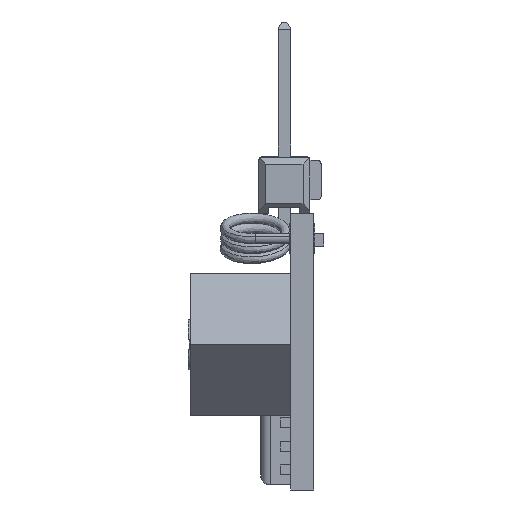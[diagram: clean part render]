
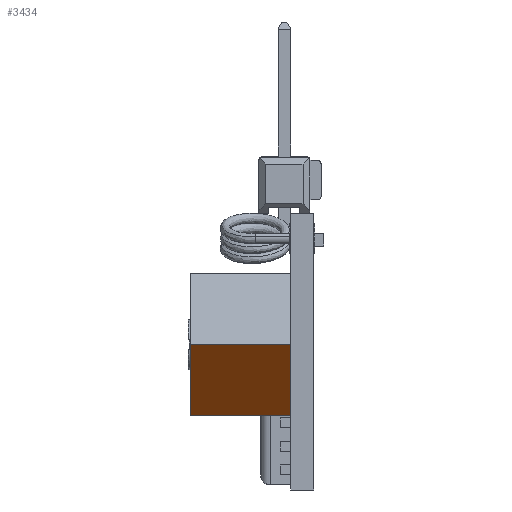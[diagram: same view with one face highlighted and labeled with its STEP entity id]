
A CAD part, left-side view. The second image highlights one B-rep face of the part: STEP entity #3434.
In plain terms, the highlighted planar face has unit normal (-0.707, 0, -0.707).
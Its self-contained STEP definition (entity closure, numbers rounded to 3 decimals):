
#7 = DIRECTION ( 'NONE',  ( -0.707, 0., 0.707 ) ) ;
#764 = FACE_OUTER_BOUND ( 'NONE', #7339, .T. ) ;
#1007 = VECTOR ( 'NONE', #2897, 1000. ) ;
#1227 = CARTESIAN_POINT ( 'NONE',  ( -9.205, 6.15, 5.972 ) ) ;
#1353 = ORIENTED_EDGE ( 'NONE', *, *, #4883, .F. ) ;
#1595 = LINE ( 'NONE', #6243, #9591 ) ;
#2172 = CARTESIAN_POINT ( 'NONE',  ( -9.205, 6.15, 5.972 ) ) ;
#2298 = DIRECTION ( 'NONE',  ( 0.707, 0., 0.707 ) ) ;
#2616 = VERTEX_POINT ( 'NONE', #8341 ) ;
#2644 = CARTESIAN_POINT ( 'NONE',  ( -5.669, 1.15, 2.437 ) ) ;
#2897 = DIRECTION ( 'NONE',  ( 0., -1., 0. ) ) ;
#3062 = ORIENTED_EDGE ( 'NONE', *, *, #9636, .T. ) ;
#3101 = LINE ( 'NONE', #1227, #1007 ) ;
#3111 = EDGE_CURVE ( 'NONE', #9489, #2616, #3101, .T. ) ;
#3434 = ADVANCED_FACE ( 'NONE', ( #764 ), #3945, .F. ) ;
#3945 = PLANE ( 'NONE',  #4398 ) ;
#4292 = CARTESIAN_POINT ( 'NONE',  ( -5.669, 6.15, 2.437 ) ) ;
#4398 = AXIS2_PLACEMENT_3D ( 'NONE', #7049, #2298, #8583 ) ;
#4808 = VERTEX_POINT ( 'NONE', #2644 ) ;
#4883 = EDGE_CURVE ( 'NONE', #7631, #9489, #8209, .T. ) ;
#5186 = DIRECTION ( 'NONE',  ( 0., -1., 0. ) ) ;
#5346 = DIRECTION ( 'NONE',  ( -0.707, 0., 0.707 ) ) ;
#6243 = CARTESIAN_POINT ( 'NONE',  ( -5.669, 1.15, 2.437 ) ) ;
#6269 = VECTOR ( 'NONE', #5186, 1000. ) ;
#7001 = ORIENTED_EDGE ( 'NONE', *, *, #3111, .F. ) ;
#7049 = CARTESIAN_POINT ( 'NONE',  ( -5.669, 6.15, 2.437 ) ) ;
#7327 = CARTESIAN_POINT ( 'NONE',  ( -5.669, 6.15, 2.437 ) ) ;
#7339 = EDGE_LOOP ( 'NONE', ( #3062, #7001, #1353, #7872 ) ) ;
#7631 = VERTEX_POINT ( 'NONE', #7327 ) ;
#7872 = ORIENTED_EDGE ( 'NONE', *, *, #9434, .T. ) ;
#8209 = LINE ( 'NONE', #9854, #8928 ) ;
#8341 = CARTESIAN_POINT ( 'NONE',  ( -9.205, 1.15, 5.972 ) ) ;
#8583 = DIRECTION ( 'NONE',  ( 0.707, 0., -0.707 ) ) ;
#8656 = LINE ( 'NONE', #4292, #6269 ) ;
#8928 = VECTOR ( 'NONE', #5346, 1000. ) ;
#9434 = EDGE_CURVE ( 'NONE', #7631, #4808, #8656, .T. ) ;
#9489 = VERTEX_POINT ( 'NONE', #2172 ) ;
#9591 = VECTOR ( 'NONE', #7, 1000. ) ;
#9636 = EDGE_CURVE ( 'NONE', #4808, #2616, #1595, .T. ) ;
#9854 = CARTESIAN_POINT ( 'NONE',  ( -5.669, 6.15, 2.437 ) ) ;
